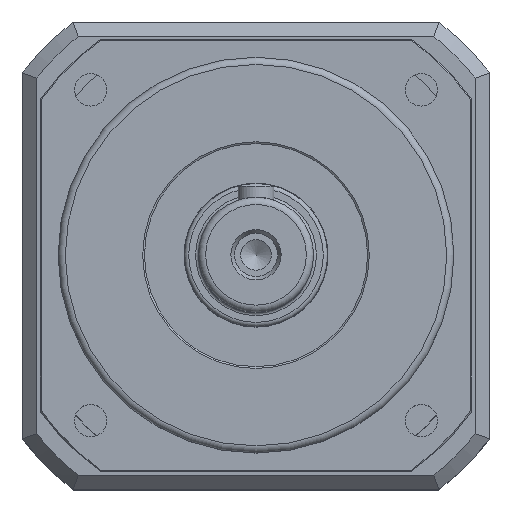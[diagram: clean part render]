
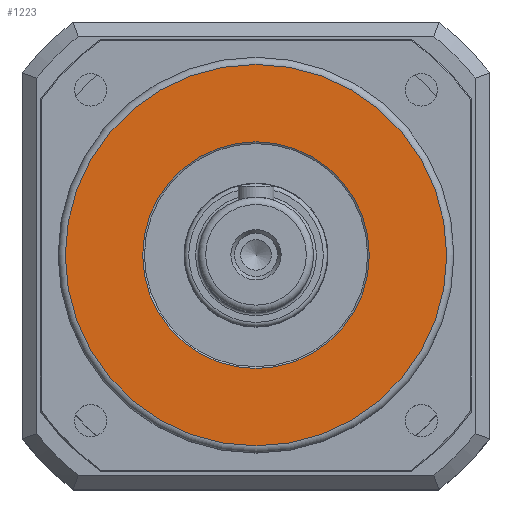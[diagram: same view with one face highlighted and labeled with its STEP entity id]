
A CAD part, top view. The second image highlights one B-rep face of the part: STEP entity #1223.
In plain terms, the highlighted planar face has unit normal (0, 0, 1).
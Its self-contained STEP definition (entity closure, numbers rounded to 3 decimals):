
#84=CARTESIAN_POINT('',(31.5,0.,12.));
#85=VERTEX_POINT('',#84);
#86=CARTESIAN_POINT('',(0.,0.0,12.));
#87=DIRECTION('',(0.0,0.0,-1.0));
#88=DIRECTION('',(1.0,0.0,0.0));
#89=AXIS2_PLACEMENT_3D('',#86,#87,#88);
#90=CIRCLE('',#89,31.5);
#91=EDGE_CURVE('',#85,#85,#90,.T.);
#112=CARTESIAN_POINT('',(53.,0.,12.));
#113=VERTEX_POINT('',#112);
#114=CARTESIAN_POINT('',(0.,0.0,12.));
#115=DIRECTION('',(0.0,0.0,1.0));
#116=DIRECTION('',(1.0,0.0,0.0));
#117=AXIS2_PLACEMENT_3D('',#114,#115,#116);
#118=CIRCLE('',#117,53.);
#119=EDGE_CURVE('',#113,#113,#118,.T.);
#1212=CARTESIAN_POINT('',(0.,0.0,12.));
#1213=DIRECTION('',(0.0,0.0,1.0));
#1214=DIRECTION('',(1.0,0.0,0.0));
#1215=AXIS2_PLACEMENT_3D('',#1212,#1213,#1214);
#1216=PLANE('',#1215);
#1217=ORIENTED_EDGE('',*,*,#119,.T.);
#1218=EDGE_LOOP('',(#1217));
#1219=FACE_OUTER_BOUND('',#1218,.T.);
#1220=ORIENTED_EDGE('',*,*,#91,.T.);
#1221=EDGE_LOOP('',(#1220));
#1222=FACE_BOUND('',#1221,.T.);
#1223=ADVANCED_FACE('',(#1219,#1222),#1216,.T.);
